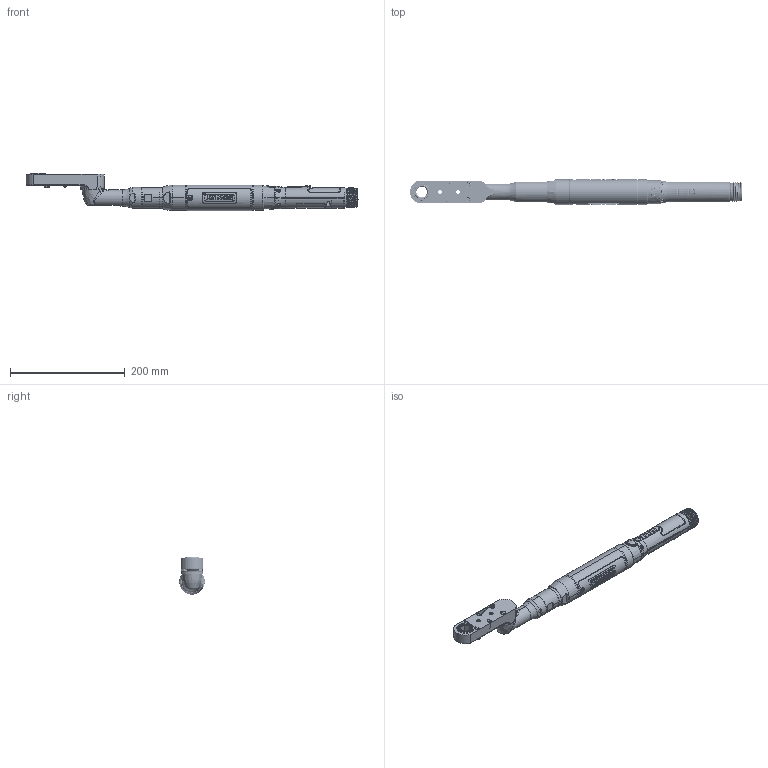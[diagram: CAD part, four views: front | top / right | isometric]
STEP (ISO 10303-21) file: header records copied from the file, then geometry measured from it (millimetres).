
FILE_DESCRIPTION((''),'2;1');
FILE_NAME('EB33LC16-35','2019-10-15T08:30:04',('ZLC1117'),(''),'CREO PARAMETRIC BY PTC INC, 2017380','CREO PARAMETRIC BY PTC INC, 2017380','');
FILE_SCHEMA(('CONFIG_CONTROL_DESIGN'));
Length unit declared in the file: inch
Products named in the file (1): EB33LC16-35
Bounding box: 578.7 x 44.45 x 64.99 mm (x, y, z)
Volume: 208240.6 mm3; surface area: 176544.2 mm2
Topology: 4 solids, 4 shells, 3269 faces, 8502 edges, 5303 vertices
Faces by surface type: cylinder 1052, plane 862, bspline 620, cone 261, extrusion 213, torus 141, sphere 120
Entity records: 247551 total; most frequent: CARTESIAN_POINT 174817, ORIENTED_EDGE 16980, DIRECTION 12386, EDGE_CURVE 8490, VERTEX_POINT 5303, AXIS2_PLACEMENT_3D 4589, B_SPLINE_CURVE_WITH_KNOTS 3555, EDGE_LOOP 3429
